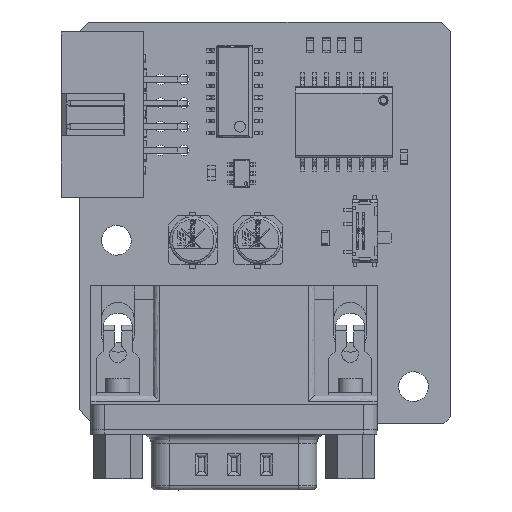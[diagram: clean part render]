
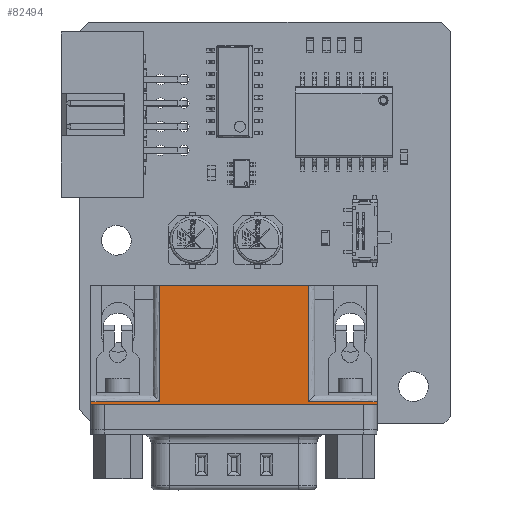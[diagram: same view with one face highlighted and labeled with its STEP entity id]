
A CAD part, top view. The second image highlights one B-rep face of the part: STEP entity #82494.
In plain terms, the highlighted free-form (B-spline) face has degree [1, 1] with [2, 2] control points.
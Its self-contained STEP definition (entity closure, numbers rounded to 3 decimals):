
#82494 = ADVANCED_FACE('',(#82495),#82553,.F.);
#82495 = FACE_BOUND('',#82496,.T.);
#82496 = EDGE_LOOP('',(#82497,#82506,#82513,#82520,#82527,#82534,#82541,
    #82548));
#82497 = ORIENTED_EDGE('',*,*,#82498,.F.);
#82498 = EDGE_CURVE('',#82499,#82501,#82503,.T.);
#82499 = VERTEX_POINT('',#82500);
#82500 = CARTESIAN_POINT('',(11.704,20.402,
    14.245));
#82501 = VERTEX_POINT('',#82502);
#82502 = CARTESIAN_POINT('',(33.308,20.402,
    14.245));
#82503 = B_SPLINE_CURVE_WITH_KNOTS('',1,(#82504,#82505),.UNSPECIFIED.,
  .F.,.F.,(2,2),(7.4,23.4),.PIECEWISE_BEZIER_KNOTS.);
#82504 = CARTESIAN_POINT('',(11.704,20.402,
    14.245));
#82505 = CARTESIAN_POINT('',(33.308,20.402,
    14.245));
#82506 = ORIENTED_EDGE('',*,*,#82507,.F.);
#82507 = EDGE_CURVE('',#82508,#82499,#82510,.T.);
#82508 = VERTEX_POINT('',#82509);
#82509 = CARTESIAN_POINT('',(11.704,3.524,
    14.245));
#82510 = B_SPLINE_CURVE_WITH_KNOTS('',1,(#82511,#82512),.UNSPECIFIED.,
  .F.,.F.,(2,2),(-0.7,11.8),.PIECEWISE_BEZIER_KNOTS.);
#82511 = CARTESIAN_POINT('',(11.704,3.524,
    14.245));
#82512 = CARTESIAN_POINT('',(11.704,20.402,
    14.245));
#82513 = ORIENTED_EDGE('',*,*,#82514,.T.);
#82514 = EDGE_CURVE('',#82508,#82515,#82517,.T.);
#82515 = VERTEX_POINT('',#82516);
#82516 = CARTESIAN_POINT('',(1.713,3.524,
    14.245));
#82517 = B_SPLINE_CURVE_WITH_KNOTS('',1,(#82518,#82519),.UNSPECIFIED.,
  .F.,.F.,(2,2),(8.,15.4),.PIECEWISE_BEZIER_KNOTS.);
#82518 = CARTESIAN_POINT('',(11.704,3.524,
    14.245));
#82519 = CARTESIAN_POINT('',(1.713,3.524,
    14.245));
#82520 = ORIENTED_EDGE('',*,*,#82521,.F.);
#82521 = EDGE_CURVE('',#82522,#82515,#82524,.T.);
#82522 = VERTEX_POINT('',#82523);
#82523 = CARTESIAN_POINT('',(1.713,3.051,
    14.245));
#82524 = B_SPLINE_CURVE_WITH_KNOTS('',1,(#82525,#82526),.UNSPECIFIED.,
  .F.,.F.,(2,2),(0.,0.35),.PIECEWISE_BEZIER_KNOTS.);
#82525 = CARTESIAN_POINT('',(1.713,3.051,
    14.245));
#82526 = CARTESIAN_POINT('',(1.713,3.524,
    14.245));
#82527 = ORIENTED_EDGE('',*,*,#82528,.F.);
#82528 = EDGE_CURVE('',#82529,#82522,#82531,.T.);
#82529 = VERTEX_POINT('',#82530);
#82530 = CARTESIAN_POINT('',(43.3,3.051,
    14.245));
#82531 = B_SPLINE_CURVE_WITH_KNOTS('',1,(#82532,#82533),.UNSPECIFIED.,
  .F.,.F.,(2,2),(0.,30.8),.PIECEWISE_BEZIER_KNOTS.);
#82532 = CARTESIAN_POINT('',(43.3,3.051,
    14.245));
#82533 = CARTESIAN_POINT('',(1.713,3.051,
    14.245));
#82534 = ORIENTED_EDGE('',*,*,#82535,.F.);
#82535 = EDGE_CURVE('',#82536,#82529,#82538,.T.);
#82536 = VERTEX_POINT('',#82537);
#82537 = CARTESIAN_POINT('',(43.3,3.524,
    14.245));
#82538 = B_SPLINE_CURVE_WITH_KNOTS('',1,(#82539,#82540),.UNSPECIFIED.,
  .F.,.F.,(2,2),(12.5,12.85),.PIECEWISE_BEZIER_KNOTS.);
#82539 = CARTESIAN_POINT('',(43.3,3.524,
    14.245));
#82540 = CARTESIAN_POINT('',(43.3,3.051,
    14.245));
#82541 = ORIENTED_EDGE('',*,*,#82542,.T.);
#82542 = EDGE_CURVE('',#82536,#82543,#82545,.T.);
#82543 = VERTEX_POINT('',#82544);
#82544 = CARTESIAN_POINT('',(33.308,3.524,
    14.245));
#82545 = B_SPLINE_CURVE_WITH_KNOTS('',1,(#82546,#82547),.UNSPECIFIED.,
  .F.,.F.,(2,2),(-15.4,-8.),.PIECEWISE_BEZIER_KNOTS.);
#82546 = CARTESIAN_POINT('',(43.3,3.524,
    14.245));
#82547 = CARTESIAN_POINT('',(33.308,3.524,
    14.245));
#82548 = ORIENTED_EDGE('',*,*,#82549,.T.);
#82549 = EDGE_CURVE('',#82543,#82501,#82550,.T.);
#82550 = B_SPLINE_CURVE_WITH_KNOTS('',1,(#82551,#82552),.UNSPECIFIED.,
  .F.,.F.,(2,2),(-12.5,0.),.PIECEWISE_BEZIER_KNOTS.);
#82551 = CARTESIAN_POINT('',(33.308,3.524,
    14.245));
#82552 = CARTESIAN_POINT('',(33.308,20.402,
    14.245));
#82553 = B_SPLINE_SURFACE_WITH_KNOTS('',1,1,(
    (#82554,#82555)
    ,(#82556,#82557
  )),.UNSPECIFIED.,.F.,.F.,.F.,(2,2),(2,2),(-15.4,15.4),(-5.075,7.775),
  .PIECEWISE_BEZIER_KNOTS.);
#82554 = CARTESIAN_POINT('',(43.3,3.051,
    14.245));
#82555 = CARTESIAN_POINT('',(43.3,20.402,
    14.245));
#82556 = CARTESIAN_POINT('',(1.713,3.051,
    14.245));
#82557 = CARTESIAN_POINT('',(1.713,20.402,
    14.245));
